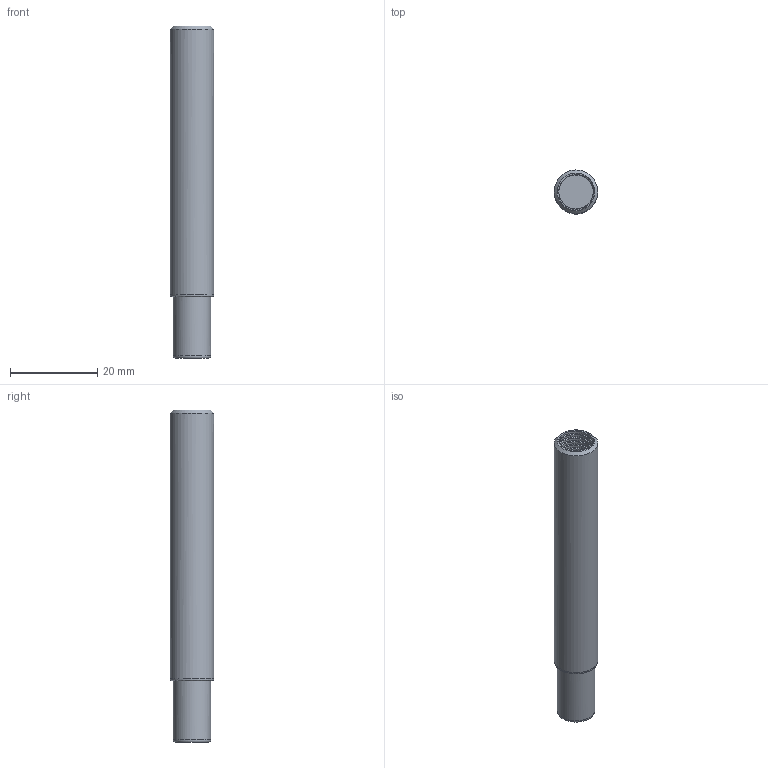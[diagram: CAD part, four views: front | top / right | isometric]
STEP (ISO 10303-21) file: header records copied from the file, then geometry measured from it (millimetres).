
FILE_DESCRIPTION(/* description */ (''),/* implementation_level */ '2;1');
FILE_NAME(/* name */ 'parkervectorbody.stp',/* time_stamp */ '2023-12-06T01:02:56+05:30',/* author */ (''),/* organization */ (''),/* preprocessor_version */ 'ST-DEVELOPER v19.4',/* originating_system */ 'SIEMENS PLM Software NX2306.7002',/* authorisation */ '');
FILE_SCHEMA (('AUTOMOTIVE_DESIGN { 1 0 10303 214 3 1 1 1 }'));
Length unit declared in the file: millimetre
Products named in the file (1): molded_part1
Bounding box: 10 x 10 x 76 mm (x, y, z)
Volume: 2710.5 mm3; surface area: 3996.9 mm2
Topology: 1 solids, 1 shells, 20 faces, 53 edges, 37 vertices
Faces by surface type: cylinder 11, plane 4, bspline 4, cone 1
Full cylindrical faces by diameter (mm): 7.9 x7, 8.6 x1, 10 x1
Entity records: 2295 total; most frequent: CARTESIAN_POINT 1981, DIRECTION 46, ORIENTED_EDGE 40, AXIS2_PLACEMENT_3D 22, EDGE_LOOP 20, EDGE_CURVE 20, VERTEX_POINT 16, FACE_BOUND 14
